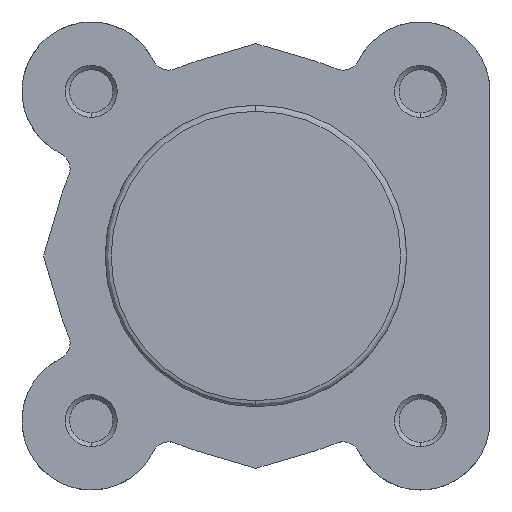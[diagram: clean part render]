
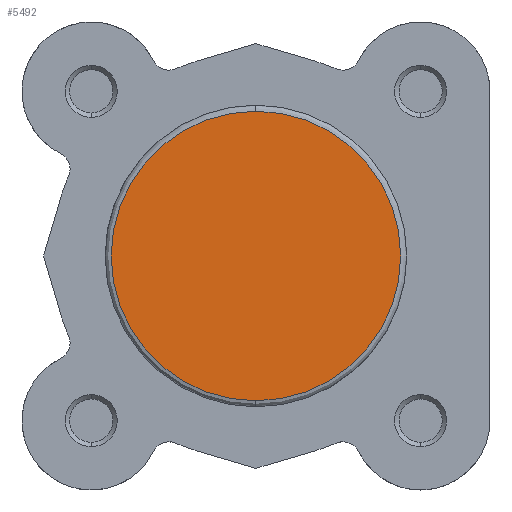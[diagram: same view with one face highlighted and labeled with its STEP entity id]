
A CAD part, left-side view. The second image highlights one B-rep face of the part: STEP entity #5492.
In plain terms, the highlighted planar face has unit normal (-1, 0, 0).
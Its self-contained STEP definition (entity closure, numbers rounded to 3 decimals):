
#196 = EDGE_LOOP ( 'NONE', ( #2862, #2857 ) ) ;
#679 = EDGE_CURVE ( 'NONE', #5830, #5866, #1586, .T. ) ;
#811 = EDGE_CURVE ( 'NONE', #5866, #5830, #1778, .T. ) ;
#952 = AXIS2_PLACEMENT_3D ( 'NONE', #5973, #5974, #5975 ) ;
#1023 = AXIS2_PLACEMENT_3D ( 'NONE', #6302, #6309, #6310 ) ;
#1338 = AXIS2_PLACEMENT_3D ( 'NONE', #4116, #4119, #4120 ) ;
#1586 = CIRCLE ( 'NONE', #952, 16.7 ) ;
#1778 = CIRCLE ( 'NONE', #1023, 16.7 ) ;
#2857 = ORIENTED_EDGE ( 'NONE', *, *, #811, .T. ) ;
#2862 = ORIENTED_EDGE ( 'NONE', *, *, #679, .T. ) ;
#4116 = CARTESIAN_POINT ( 'NONE',  ( 0., -17.4, 0. ) ) ;
#4117 = PLANE ( 'NONE',  #1338 ) ;
#4119 = DIRECTION ( 'NONE',  ( -1., 0., 0. ) ) ;
#4120 = DIRECTION ( 'NONE',  ( 0., 0., 1. ) ) ;
#4505 = FACE_OUTER_BOUND ( 'NONE', #196, .T. ) ;
#5073 = CARTESIAN_POINT ( 'NONE',  ( 0., 0., 16.7 ) ) ;
#5109 = CARTESIAN_POINT ( 'NONE',  ( 0., 0., -16.7 ) ) ;
#5492 = ADVANCED_FACE ( 'NONE', ( #4505 ), #4117, .T. ) ;
#5830 = VERTEX_POINT ( 'NONE', #5073 ) ;
#5866 = VERTEX_POINT ( 'NONE', #5109 ) ;
#5973 = CARTESIAN_POINT ( 'NONE',  ( 0., 0., 0. ) ) ;
#5974 = DIRECTION ( 'NONE',  ( -1., 0., 0. ) ) ;
#5975 = DIRECTION ( 'NONE',  ( 0., 0., 1. ) ) ;
#6302 = CARTESIAN_POINT ( 'NONE',  ( 0., 0., 0. ) ) ;
#6309 = DIRECTION ( 'NONE',  ( -1., 0., 0. ) ) ;
#6310 = DIRECTION ( 'NONE',  ( 0., 0., 1. ) ) ;
